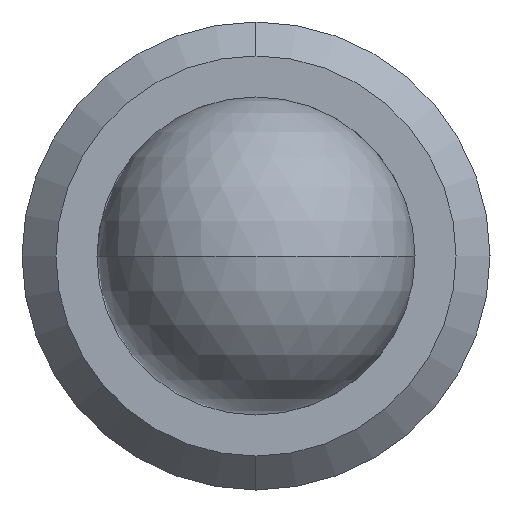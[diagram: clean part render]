
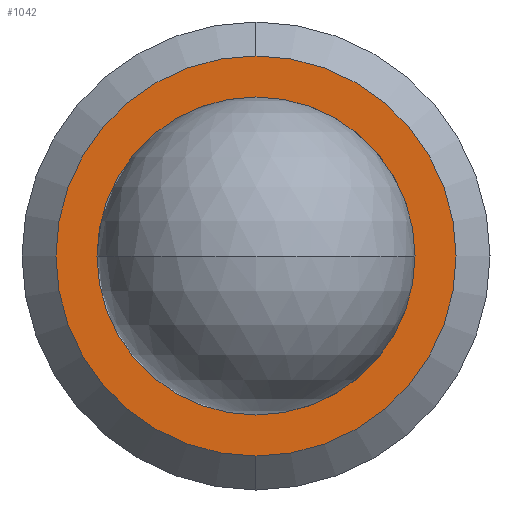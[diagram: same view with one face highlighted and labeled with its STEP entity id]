
A CAD part, left-side view. The second image highlights one B-rep face of the part: STEP entity #1042.
In plain terms, the highlighted planar face has unit normal (-1, 0, 0).
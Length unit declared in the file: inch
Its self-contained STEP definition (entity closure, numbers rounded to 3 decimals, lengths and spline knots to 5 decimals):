
#99 = ORIENTED_EDGE ( 'NONE', *, *, #1074, .T. ) ;
#103 = EDGE_LOOP ( 'NONE', ( #99, #157 ) ) ;
#157 = ORIENTED_EDGE ( 'NONE', *, *, #1057, .T. ) ;
#173 = EDGE_LOOP ( 'NONE', ( #184, #175 ) ) ;
#175 = ORIENTED_EDGE ( 'NONE', *, *, #1027, .F. ) ;
#184 = ORIENTED_EDGE ( 'NONE', *, *, #989, .F. ) ;
#285 = FACE_OUTER_BOUND ( 'NONE', #173, .T. ) ;
#286 = FACE_BOUND ( 'NONE', #103, .T. ) ;
#302 = VERTEX_POINT ( 'NONE', #730 ) ;
#319 = VERTEX_POINT ( 'NONE', #853 ) ;
#323 = VERTEX_POINT ( 'NONE', #713 ) ;
#326 = VERTEX_POINT ( 'NONE', #714 ) ;
#384 = AXIS2_PLACEMENT_3D ( 'NONE', #889, #891, #890 ) ;
#389 = CIRCLE ( 'NONE', #384, 0.059 ) ;
#417 = CIRCLE ( 'NONE', #442, 0.059 ) ;
#432 = AXIS2_PLACEMENT_3D ( 'NONE', #788, #787, #786 ) ;
#442 = AXIS2_PLACEMENT_3D ( 'NONE', #905, #902, #904 ) ;
#467 = AXIS2_PLACEMENT_3D ( 'NONE', #581, #582, #583 ) ;
#474 = CIRCLE ( 'NONE', #467, 0.0469 ) ;
#502 = AXIS2_PLACEMENT_3D ( 'NONE', #961, #962, #963 ) ;
#503 = CIRCLE ( 'NONE', #502, 0.0469 ) ;
#581 = CARTESIAN_POINT ( 'NONE',  ( -1.06401, 0.6173, -0.07142 ) ) ;
#582 = DIRECTION ( 'NONE',  ( 1., 0., 0. ) ) ;
#583 = DIRECTION ( 'NONE',  ( 0., 0., -1. ) ) ;
#713 = CARTESIAN_POINT ( 'NONE',  ( -1.06401, 0.6173, -0.13042 ) ) ;
#714 = CARTESIAN_POINT ( 'NONE',  ( -1.06401, 0.6173, -0.02452 ) ) ;
#730 = CARTESIAN_POINT ( 'NONE',  ( -1.06401, 0.6173, -0.01242 ) ) ;
#786 = DIRECTION ( 'NONE',  ( 0., 0., -1. ) ) ;
#787 = DIRECTION ( 'NONE',  ( 1., 0., 0. ) ) ;
#788 = CARTESIAN_POINT ( 'NONE',  ( -1.06401, -0.08111, -0.07142 ) ) ;
#789 = PLANE ( 'NONE',  #432 ) ;
#853 = CARTESIAN_POINT ( 'NONE',  ( -1.06401, 0.6173, -0.11832 ) ) ;
#889 = CARTESIAN_POINT ( 'NONE',  ( -1.06401, 0.6173, -0.07142 ) ) ;
#890 = DIRECTION ( 'NONE',  ( 0., 0., -1. ) ) ;
#891 = DIRECTION ( 'NONE',  ( 1., 0., 0. ) ) ;
#902 = DIRECTION ( 'NONE',  ( 1., 0., 0. ) ) ;
#904 = DIRECTION ( 'NONE',  ( 0., 0., -1. ) ) ;
#905 = CARTESIAN_POINT ( 'NONE',  ( -1.06401, 0.6173, -0.07142 ) ) ;
#961 = CARTESIAN_POINT ( 'NONE',  ( -1.06401, 0.6173, -0.07142 ) ) ;
#962 = DIRECTION ( 'NONE',  ( 1., 0., 0. ) ) ;
#963 = DIRECTION ( 'NONE',  ( 0., 0., -1. ) ) ;
#989 = EDGE_CURVE ( 'NONE', #323, #302, #389, .T. ) ;
#1027 = EDGE_CURVE ( 'NONE', #302, #323, #417, .T. ) ;
#1042 = ADVANCED_FACE ( 'NONE', ( #285, #286 ), #789, .F. ) ;
#1057 = EDGE_CURVE ( 'NONE', #326, #319, #503, .T. ) ;
#1074 = EDGE_CURVE ( 'NONE', #319, #326, #474, .T. ) ;
